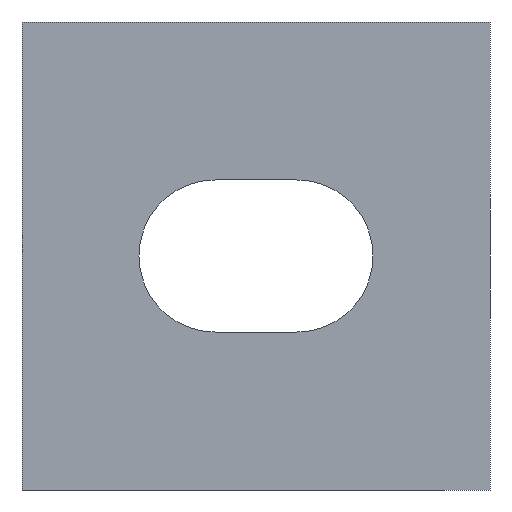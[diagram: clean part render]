
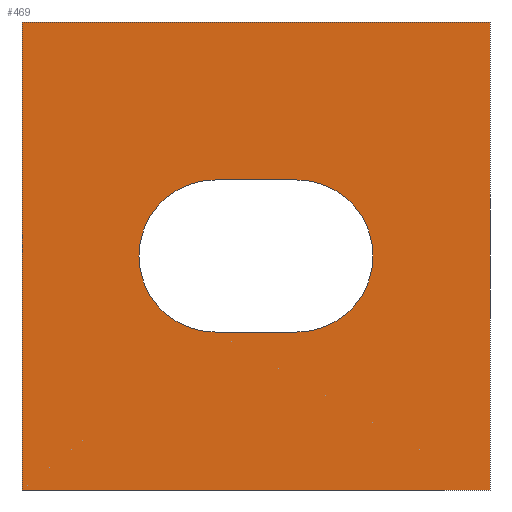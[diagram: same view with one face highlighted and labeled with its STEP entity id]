
A CAD part, front view. The second image highlights one B-rep face of the part: STEP entity #469.
In plain terms, the highlighted planar face has unit normal (0, -1, 0).
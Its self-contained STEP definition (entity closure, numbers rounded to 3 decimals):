
#35=DIRECTION('',(1.,0.,0.));
#36=VECTOR('',#35,40.);
#37=CARTESIAN_POINT('',(0.,-40.,0.));
#38=LINE('',#37,#36);
#91=DIRECTION('',(-1.,0.,0.));
#92=VECTOR('',#91,40.);
#93=CARTESIAN_POINT('',(40.,-40.,40.));
#94=LINE('',#93,#92);
#125=DIRECTION('',(0.,0.,-1.));
#126=VECTOR('',#125,40.);
#127=CARTESIAN_POINT('',(40.,-40.,40.));
#128=LINE('',#127,#126);
#129=CARTESIAN_POINT('',(23.5,-40.,20.));
#130=DIRECTION('',(0.,1.,0.));
#131=DIRECTION('',(0.,0.,1.));
#132=AXIS2_PLACEMENT_3D('',#129,#130,#131);
#134=CARTESIAN_POINT('',(16.5,-40.,20.));
#135=DIRECTION('',(0.,1.,0.));
#136=DIRECTION('',(0.,0.,-1.));
#137=AXIS2_PLACEMENT_3D('',#134,#135,#136);
#139=DIRECTION('',(0.,0.,1.));
#140=VECTOR('',#139,40.);
#141=CARTESIAN_POINT('',(0.,-40.,0.));
#142=LINE('',#141,#140);
#169=DIRECTION('',(-1.,0.,0.));
#170=VECTOR('',#169,7.);
#171=CARTESIAN_POINT('',(23.5,-40.,26.5));
#172=LINE('',#171,#170);
#185=DIRECTION('',(1.,0.,0.));
#186=VECTOR('',#185,7.);
#187=CARTESIAN_POINT('',(16.5,-40.,13.5));
#188=LINE('',#187,#186);
#229=CARTESIAN_POINT('',(16.5,-40.,13.5));
#231=VERTEX_POINT('',#229);
#234=CARTESIAN_POINT('',(16.5,-40.,26.5));
#236=VERTEX_POINT('',#234);
#241=CARTESIAN_POINT('',(23.5,-40.,26.5));
#242=CARTESIAN_POINT('',(23.5,-40.,13.5));
#243=VERTEX_POINT('',#241);
#244=VERTEX_POINT('',#242);
#255=CARTESIAN_POINT('',(0.,-40.,40.));
#257=VERTEX_POINT('',#255);
#263=CARTESIAN_POINT('',(0.,-40.,0.));
#264=VERTEX_POINT('',#263);
#293=CARTESIAN_POINT('',(40.,-40.,40.));
#294=CARTESIAN_POINT('',(40.,-40.,0.));
#295=VERTEX_POINT('',#293);
#296=VERTEX_POINT('',#294);
#447=CARTESIAN_POINT('',(0.,-40.,40.));
#448=DIRECTION('',(0.,1.,0.));
#449=DIRECTION('',(0.,0.,1.));
#450=AXIS2_PLACEMENT_3D('',#447,#448,#449);
#451=PLANE('',#450);
#452=ORIENTED_EDGE('',*,*,#406,.F.);
#453=ORIENTED_EDGE('',*,*,#434,.T.);
#454=ORIENTED_EDGE('',*,*,#338,.F.);
#456=ORIENTED_EDGE('',*,*,#455,.T.);
#457=EDGE_LOOP('',(#452,#453,#454,#456));
#458=FACE_OUTER_BOUND('',#457,.F.);
#460=ORIENTED_EDGE('',*,*,#459,.T.);
#462=ORIENTED_EDGE('',*,*,#461,.F.);
#464=ORIENTED_EDGE('',*,*,#463,.T.);
#466=ORIENTED_EDGE('',*,*,#465,.F.);
#467=EDGE_LOOP('',(#460,#462,#464,#466));
#468=FACE_BOUND('',#467,.F.);
#469=ADVANCED_FACE('',(#458,#468),#451,.F.);
#133=CIRCLE('',#132,6.5);
#138=CIRCLE('',#137,6.5);
#338=EDGE_CURVE('',#264,#296,#38,.T.);
#406=EDGE_CURVE('',#295,#257,#94,.T.);
#434=EDGE_CURVE('',#295,#296,#128,.T.);
#455=EDGE_CURVE('',#264,#257,#142,.T.);
#459=EDGE_CURVE('',#231,#244,#188,.T.);
#461=EDGE_CURVE('',#243,#244,#133,.T.);
#463=EDGE_CURVE('',#243,#236,#172,.T.);
#465=EDGE_CURVE('',#231,#236,#138,.T.);
